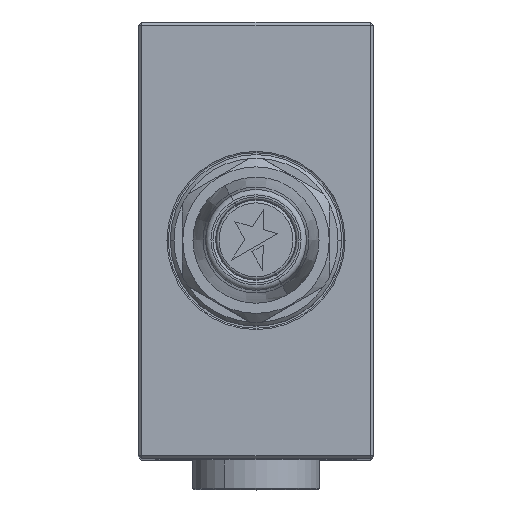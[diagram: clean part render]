
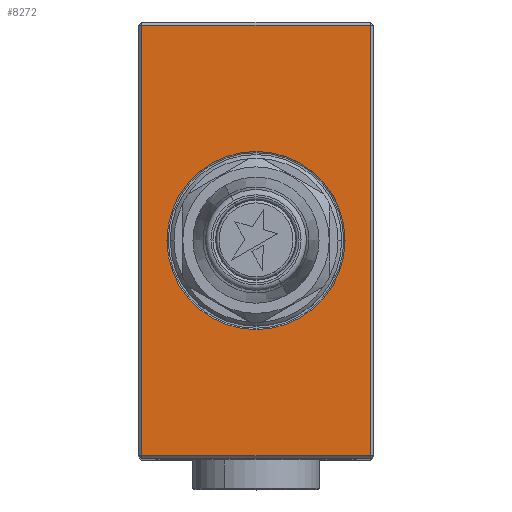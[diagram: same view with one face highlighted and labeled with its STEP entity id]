
A CAD part, top view. The second image highlights one B-rep face of the part: STEP entity #8272.
In plain terms, the highlighted planar face has unit normal (0, 0, 1).
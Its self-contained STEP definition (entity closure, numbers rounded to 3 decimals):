
#541 = EDGE_CURVE ( 'NONE', #18349, #2650, #12258, .T. ) ;
#932 = DIRECTION ( 'NONE',  ( 1., 0., 0. ) ) ;
#1749 = ORIENTED_EDGE ( 'NONE', *, *, #541, .T. ) ;
#1872 = FACE_OUTER_BOUND ( 'NONE', #20287, .T. ) ;
#2061 = VECTOR ( 'NONE', #4539, 1000. ) ;
#2106 = ORIENTED_EDGE ( 'NONE', *, *, #4893, .T. ) ;
#2269 = CARTESIAN_POINT ( 'NONE',  ( 0., 0.5, 0. ) ) ;
#2484 = CARTESIAN_POINT ( 'NONE',  ( -35., 64.5, 0. ) ) ;
#2650 = VERTEX_POINT ( 'NONE', #9068 ) ;
#2720 = VECTOR ( 'NONE', #16927, 1000. ) ;
#2729 = CARTESIAN_POINT ( 'NONE',  ( -34.5, 0.5, 0. ) ) ;
#2940 = CARTESIAN_POINT ( 'NONE',  ( -17.5, 32.5, 0. ) ) ;
#3034 = DIRECTION ( 'NONE',  ( 0., -1., 0. ) ) ;
#3360 = VERTEX_POINT ( 'NONE', #2729 ) ;
#3583 = PLANE ( 'NONE',  #13058 ) ;
#3765 = ORIENTED_EDGE ( 'NONE', *, *, #17959, .T. ) ;
#4513 = DIRECTION ( 'NONE',  ( 1., 0., 0. ) ) ;
#4539 = DIRECTION ( 'NONE',  ( -1., 0., 0. ) ) ;
#4893 = EDGE_CURVE ( 'NONE', #3360, #18349, #18510, .T. ) ;
#6519 = FACE_BOUND ( 'NONE', #9876, .T. ) ;
#7455 = VECTOR ( 'NONE', #3034, 1000. ) ;
#8272 = ADVANCED_FACE ( 'NONE', ( #6519, #1872 ), #3583, .F. ) ;
#8577 = CARTESIAN_POINT ( 'NONE',  ( -30.75, 32.5, 0. ) ) ;
#8896 = ORIENTED_EDGE ( 'NONE', *, *, #20008, .F. ) ;
#8993 = CARTESIAN_POINT ( 'NONE',  ( -0.5, 65., 0. ) ) ;
#9068 = CARTESIAN_POINT ( 'NONE',  ( -0.5, 64.5, 0. ) ) ;
#9200 = AXIS2_PLACEMENT_3D ( 'NONE', #19689, #10275, #932 ) ;
#9846 = AXIS2_PLACEMENT_3D ( 'NONE', #2940, #13874, #4513 ) ;
#9876 = EDGE_LOOP ( 'NONE', ( #14209, #8896 ) ) ;
#10000 = CARTESIAN_POINT ( 'NONE',  ( -0.5, 0.5, 0. ) ) ;
#10275 = DIRECTION ( 'NONE',  ( 0., 0., 1. ) ) ;
#10570 = DIRECTION ( 'NONE',  ( -1., 0., 0. ) ) ;
#12258 = LINE ( 'NONE', #8993, #2720 ) ;
#13058 = AXIS2_PLACEMENT_3D ( 'NONE', #20248, #15769, #10570 ) ;
#13216 = DIRECTION ( 'NONE',  ( 1., 0., 0. ) ) ;
#13874 = DIRECTION ( 'NONE',  ( 0., 0., 1. ) ) ;
#13979 = EDGE_CURVE ( 'NONE', #19195, #3360, #15775, .T. ) ;
#14162 = CIRCLE ( 'NONE', #9200, 13.25 ) ;
#14209 = ORIENTED_EDGE ( 'NONE', *, *, #19894, .F. ) ;
#14505 = LINE ( 'NONE', #2484, #2061 ) ;
#14693 = CARTESIAN_POINT ( 'NONE',  ( -4.25, 32.5, 0. ) ) ;
#14726 = VERTEX_POINT ( 'NONE', #8577 ) ;
#15769 = DIRECTION ( 'NONE',  ( 0., 0., -1. ) ) ;
#15775 = LINE ( 'NONE', #20165, #7455 ) ;
#16554 = VECTOR ( 'NONE', #13216, 1000. ) ;
#16599 = CIRCLE ( 'NONE', #9846, 13.25 ) ;
#16927 = DIRECTION ( 'NONE',  ( 0., 1., 0. ) ) ;
#17649 = VERTEX_POINT ( 'NONE', #14693 ) ;
#17669 = CARTESIAN_POINT ( 'NONE',  ( -34.5, 64.5, 0. ) ) ;
#17959 = EDGE_CURVE ( 'NONE', #2650, #19195, #14505, .T. ) ;
#18349 = VERTEX_POINT ( 'NONE', #10000 ) ;
#18510 = LINE ( 'NONE', #2269, #16554 ) ;
#19195 = VERTEX_POINT ( 'NONE', #17669 ) ;
#19689 = CARTESIAN_POINT ( 'NONE',  ( -17.5, 32.5, 0. ) ) ;
#19894 = EDGE_CURVE ( 'NONE', #17649, #14726, #14162, .T. ) ;
#20008 = EDGE_CURVE ( 'NONE', #14726, #17649, #16599, .T. ) ;
#20034 = ORIENTED_EDGE ( 'NONE', *, *, #13979, .T. ) ;
#20165 = CARTESIAN_POINT ( 'NONE',  ( -34.5, 0., 0. ) ) ;
#20248 = CARTESIAN_POINT ( 'NONE',  ( 0., 0., 0. ) ) ;
#20287 = EDGE_LOOP ( 'NONE', ( #20034, #2106, #1749, #3765 ) ) ;
